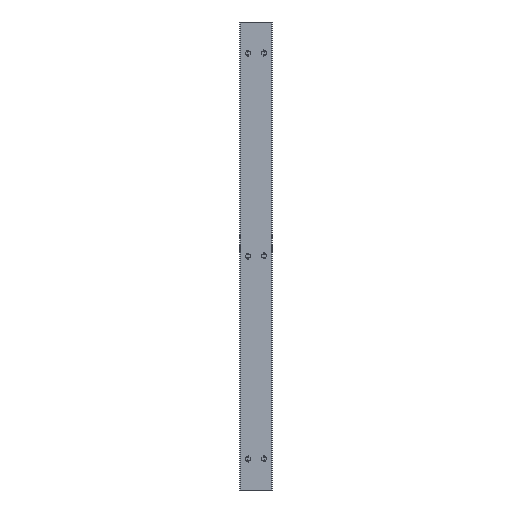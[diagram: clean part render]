
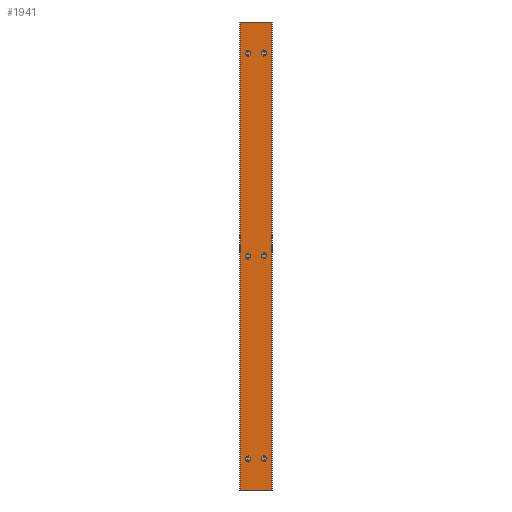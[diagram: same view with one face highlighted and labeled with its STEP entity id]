
A CAD part, front view. The second image highlights one B-rep face of the part: STEP entity #1941.
In plain terms, the highlighted planar face has unit normal (0, -1, 0).
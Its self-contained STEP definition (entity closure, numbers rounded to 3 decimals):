
#40 = EDGE_CURVE ( 'NONE', #1594, #2855, #996, .T. ) ;
#41 = DIRECTION ( 'NONE',  ( 1., 0., 0. ) ) ;
#84 = CARTESIAN_POINT ( 'NONE',  ( -45., -1., 2800. ) ) ;
#130 = AXIS2_PLACEMENT_3D ( 'NONE', #1659, #577, #2120 ) ;
#216 = VECTOR ( 'NONE', #2070, 1000. ) ;
#218 = AXIS2_PLACEMENT_3D ( 'NONE', #1268, #2825, #1484 ) ;
#254 = LINE ( 'NONE', #2739, #2376 ) ;
#282 = EDGE_CURVE ( 'NONE', #2632, #1932, #1721, .T. ) ;
#294 = CARTESIAN_POINT ( 'NONE',  ( -101.5, -1., 3000. ) ) ;
#338 = ORIENTED_EDGE ( 'NONE', *, *, #2152, .F. ) ;
#348 = VERTEX_POINT ( 'NONE', #562 ) ;
#412 = CARTESIAN_POINT ( 'NONE',  ( -45., -1., 1500. ) ) ;
#420 = AXIS2_PLACEMENT_3D ( 'NONE', #922, #1367, #1300 ) ;
#448 = LINE ( 'NONE', #1931, #216 ) ;
#509 = DIRECTION ( 'NONE',  ( 0., -1., 0. ) ) ;
#554 = DIRECTION ( 'NONE',  ( 0., -1., 0. ) ) ;
#557 = VERTEX_POINT ( 'NONE', #2647 ) ;
#562 = CARTESIAN_POINT ( 'NONE',  ( 53.25, -1., 1500. ) ) ;
#577 = DIRECTION ( 'NONE',  ( 0., -1., 0. ) ) ;
#622 = EDGE_CURVE ( 'NONE', #1462, #2598, #1366, .T. ) ;
#633 = CARTESIAN_POINT ( 'NONE',  ( -104., -1., 3000. ) ) ;
#639 = FACE_BOUND ( 'NONE', #860, .T. ) ;
#658 = DIRECTION ( 'NONE',  ( 1., 0., 0. ) ) ;
#666 = ORIENTED_EDGE ( 'NONE', *, *, #1759, .F. ) ;
#733 = CARTESIAN_POINT ( 'NONE',  ( -45., -1., 200. ) ) ;
#756 = CARTESIAN_POINT ( 'NONE',  ( -45., -1., 2800. ) ) ;
#764 = VERTEX_POINT ( 'NONE', #2327 ) ;
#811 = VERTEX_POINT ( 'NONE', #1432 ) ;
#827 = AXIS2_PLACEMENT_3D ( 'NONE', #2684, #1354, #658 ) ;
#846 = ORIENTED_EDGE ( 'NONE', *, *, #1960, .F. ) ;
#847 = CARTESIAN_POINT ( 'NONE',  ( -101.5, -1., 0. ) ) ;
#860 = EDGE_LOOP ( 'NONE', ( #1096, #2418 ) ) ;
#871 = CARTESIAN_POINT ( 'NONE',  ( 36.75, -1., 2800. ) ) ;
#873 = AXIS2_PLACEMENT_3D ( 'NONE', #633, #1489, #2833 ) ;
#913 = AXIS2_PLACEMENT_3D ( 'NONE', #2285, #961, #2514 ) ;
#922 = CARTESIAN_POINT ( 'NONE',  ( 45., -1., 200. ) ) ;
#924 = CARTESIAN_POINT ( 'NONE',  ( -53.25, -1., 2800. ) ) ;
#927 = CARTESIAN_POINT ( 'NONE',  ( 53.25, -1., 2800. ) ) ;
#951 = DIRECTION ( 'NONE',  ( 1., 0., 0. ) ) ;
#953 = CIRCLE ( 'NONE', #2471, 8.25 ) ;
#961 = DIRECTION ( 'NONE',  ( 0., -1., 0. ) ) ;
#979 = ORIENTED_EDGE ( 'NONE', *, *, #1415, .F. ) ;
#993 = CARTESIAN_POINT ( 'NONE',  ( 53.25, -1., 200. ) ) ;
#996 = CIRCLE ( 'NONE', #827, 8.25 ) ;
#1003 = EDGE_LOOP ( 'NONE', ( #1183, #2569 ) ) ;
#1051 = CIRCLE ( 'NONE', #420, 8.25 ) ;
#1062 = ORIENTED_EDGE ( 'NONE', *, *, #2350, .F. ) ;
#1096 = ORIENTED_EDGE ( 'NONE', *, *, #2436, .F. ) ;
#1150 = CARTESIAN_POINT ( 'NONE',  ( -36.75, -1., 200. ) ) ;
#1183 = ORIENTED_EDGE ( 'NONE', *, *, #1541, .F. ) ;
#1194 = FACE_BOUND ( 'NONE', #1547, .T. ) ;
#1268 = CARTESIAN_POINT ( 'NONE',  ( 45., -1., 1500. ) ) ;
#1300 = DIRECTION ( 'NONE',  ( 1., 0., 0. ) ) ;
#1302 = PLANE ( 'NONE',  #873 ) ;
#1307 = VECTOR ( 'NONE', #2002, 1000. ) ;
#1318 = AXIS2_PLACEMENT_3D ( 'NONE', #2710, #1607, #1828 ) ;
#1354 = DIRECTION ( 'NONE',  ( 0., -1., 0. ) ) ;
#1366 = LINE ( 'NONE', #2889, #1307 ) ;
#1367 = DIRECTION ( 'NONE',  ( 0., -1., 0. ) ) ;
#1388 = CARTESIAN_POINT ( 'NONE',  ( -36.75, -1., 2800. ) ) ;
#1401 = DIRECTION ( 'NONE',  ( 1., 0., 0. ) ) ;
#1415 = EDGE_CURVE ( 'NONE', #1694, #1465, #1886, .T. ) ;
#1432 = CARTESIAN_POINT ( 'NONE',  ( 36.75, -1., 1500. ) ) ;
#1462 = VERTEX_POINT ( 'NONE', #294 ) ;
#1465 = VERTEX_POINT ( 'NONE', #1636 ) ;
#1473 = EDGE_CURVE ( 'NONE', #2598, #1465, #254, .T. ) ;
#1484 = DIRECTION ( 'NONE',  ( 1., 0., 0. ) ) ;
#1489 = DIRECTION ( 'NONE',  ( 0., 1., 0. ) ) ;
#1508 = DIRECTION ( 'NONE',  ( 0., -1., 0. ) ) ;
#1511 = ORIENTED_EDGE ( 'NONE', *, *, #622, .T. ) ;
#1517 = AXIS2_PLACEMENT_3D ( 'NONE', #733, #1614, #41 ) ;
#1531 = AXIS2_PLACEMENT_3D ( 'NONE', #756, #554, #2761 ) ;
#1541 = EDGE_CURVE ( 'NONE', #1932, #2632, #2548, .T. ) ;
#1547 = EDGE_LOOP ( 'NONE', ( #2005, #2420 ) ) ;
#1554 = EDGE_CURVE ( 'NONE', #2622, #2369, #953, .T. ) ;
#1557 = DIRECTION ( 'NONE',  ( 0., -1., 0. ) ) ;
#1567 = CIRCLE ( 'NONE', #1318, 8.25 ) ;
#1594 = VERTEX_POINT ( 'NONE', #871 ) ;
#1607 = DIRECTION ( 'NONE',  ( 0., -1., 0. ) ) ;
#1614 = DIRECTION ( 'NONE',  ( 0., -1., 0. ) ) ;
#1625 = DIRECTION ( 'NONE',  ( 1., 0., 0. ) ) ;
#1636 = CARTESIAN_POINT ( 'NONE',  ( 101.5, -1., 0. ) ) ;
#1637 = VERTEX_POINT ( 'NONE', #1985 ) ;
#1659 = CARTESIAN_POINT ( 'NONE',  ( 45., -1., 1500. ) ) ;
#1679 = CIRCLE ( 'NONE', #1517, 8.25 ) ;
#1694 = VERTEX_POINT ( 'NONE', #2026 ) ;
#1705 = DIRECTION ( 'NONE',  ( 1., 0., 0. ) ) ;
#1708 = ORIENTED_EDGE ( 'NONE', *, *, #1997, .F. ) ;
#1711 = FACE_BOUND ( 'NONE', #1003, .T. ) ;
#1721 = CIRCLE ( 'NONE', #1531, 8.25 ) ;
#1743 = CIRCLE ( 'NONE', #218, 8.25 ) ;
#1759 = EDGE_CURVE ( 'NONE', #2369, #2622, #1051, .T. ) ;
#1772 = FACE_BOUND ( 'NONE', #2240, .T. ) ;
#1811 = DIRECTION ( 'NONE',  ( 1., 0., 0. ) ) ;
#1828 = DIRECTION ( 'NONE',  ( 1., 0., 0. ) ) ;
#1874 = CARTESIAN_POINT ( 'NONE',  ( 45., -1., 200. ) ) ;
#1880 = EDGE_CURVE ( 'NONE', #1637, #557, #2341, .T. ) ;
#1884 = FACE_OUTER_BOUND ( 'NONE', #2689, .T. ) ;
#1886 = LINE ( 'NONE', #2053, #2441 ) ;
#1912 = AXIS2_PLACEMENT_3D ( 'NONE', #412, #1508, #1705 ) ;
#1913 = EDGE_CURVE ( 'NONE', #811, #348, #1743, .T. ) ;
#1931 = CARTESIAN_POINT ( 'NONE',  ( -104., -1., 3000. ) ) ;
#1932 = VERTEX_POINT ( 'NONE', #1388 ) ;
#1941 = ADVANCED_FACE ( 'NONE', ( #639, #1978, #2435, #1772, #1884, #1711, #1194 ), #1302, .F. ) ;
#1960 = EDGE_CURVE ( 'NONE', #2811, #764, #1679, .T. ) ;
#1978 = FACE_BOUND ( 'NONE', #2669, .T. ) ;
#1985 = CARTESIAN_POINT ( 'NONE',  ( -53.25, -1., 1500. ) ) ;
#1996 = ORIENTED_EDGE ( 'NONE', *, *, #1473, .T. ) ;
#1997 = EDGE_CURVE ( 'NONE', #1462, #1694, #448, .T. ) ;
#2002 = DIRECTION ( 'NONE',  ( 0., 0., -1. ) ) ;
#2005 = ORIENTED_EDGE ( 'NONE', *, *, #2799, .F. ) ;
#2026 = CARTESIAN_POINT ( 'NONE',  ( 101.5, -1., 3000. ) ) ;
#2053 = CARTESIAN_POINT ( 'NONE',  ( 101.5, -1., 3000. ) ) ;
#2057 = DIRECTION ( 'NONE',  ( 0., -1., 0. ) ) ;
#2070 = DIRECTION ( 'NONE',  ( 1., 0., 0. ) ) ;
#2107 = AXIS2_PLACEMENT_3D ( 'NONE', #2255, #1557, #1811 ) ;
#2120 = DIRECTION ( 'NONE',  ( 1., 0., 0. ) ) ;
#2152 = EDGE_CURVE ( 'NONE', #764, #2811, #2403, .T. ) ;
#2153 = CIRCLE ( 'NONE', #2107, 8.25 ) ;
#2158 = CIRCLE ( 'NONE', #130, 8.25 ) ;
#2171 = AXIS2_PLACEMENT_3D ( 'NONE', #84, #2057, #1625 ) ;
#2211 = EDGE_LOOP ( 'NONE', ( #846, #338 ) ) ;
#2240 = EDGE_LOOP ( 'NONE', ( #666, #2788 ) ) ;
#2255 = CARTESIAN_POINT ( 'NONE',  ( 45., -1., 2800. ) ) ;
#2285 = CARTESIAN_POINT ( 'NONE',  ( -45., -1., 200. ) ) ;
#2327 = CARTESIAN_POINT ( 'NONE',  ( -53.25, -1., 200. ) ) ;
#2341 = CIRCLE ( 'NONE', #1912, 8.25 ) ;
#2350 = EDGE_CURVE ( 'NONE', #557, #1637, #1567, .T. ) ;
#2369 = VERTEX_POINT ( 'NONE', #993 ) ;
#2376 = VECTOR ( 'NONE', #951, 1000. ) ;
#2391 = ORIENTED_EDGE ( 'NONE', *, *, #1880, .F. ) ;
#2403 = CIRCLE ( 'NONE', #913, 8.25 ) ;
#2418 = ORIENTED_EDGE ( 'NONE', *, *, #1913, .F. ) ;
#2420 = ORIENTED_EDGE ( 'NONE', *, *, #40, .F. ) ;
#2435 = FACE_BOUND ( 'NONE', #2211, .T. ) ;
#2436 = EDGE_CURVE ( 'NONE', #348, #811, #2158, .T. ) ;
#2441 = VECTOR ( 'NONE', #2488, 1000. ) ;
#2471 = AXIS2_PLACEMENT_3D ( 'NONE', #1874, #509, #1401 ) ;
#2488 = DIRECTION ( 'NONE',  ( 0., 0., -1. ) ) ;
#2514 = DIRECTION ( 'NONE',  ( 1., 0., 0. ) ) ;
#2548 = CIRCLE ( 'NONE', #2171, 8.25 ) ;
#2569 = ORIENTED_EDGE ( 'NONE', *, *, #282, .F. ) ;
#2598 = VERTEX_POINT ( 'NONE', #847 ) ;
#2622 = VERTEX_POINT ( 'NONE', #2708 ) ;
#2632 = VERTEX_POINT ( 'NONE', #924 ) ;
#2647 = CARTESIAN_POINT ( 'NONE',  ( -36.75, -1., 1500. ) ) ;
#2669 = EDGE_LOOP ( 'NONE', ( #1062, #2391 ) ) ;
#2684 = CARTESIAN_POINT ( 'NONE',  ( 45., -1., 2800. ) ) ;
#2689 = EDGE_LOOP ( 'NONE', ( #1996, #979, #1708, #1511 ) ) ;
#2708 = CARTESIAN_POINT ( 'NONE',  ( 36.75, -1., 200. ) ) ;
#2710 = CARTESIAN_POINT ( 'NONE',  ( -45., -1., 1500. ) ) ;
#2739 = CARTESIAN_POINT ( 'NONE',  ( -104., -1., 0. ) ) ;
#2761 = DIRECTION ( 'NONE',  ( 1., 0., 0. ) ) ;
#2788 = ORIENTED_EDGE ( 'NONE', *, *, #1554, .F. ) ;
#2799 = EDGE_CURVE ( 'NONE', #2855, #1594, #2153, .T. ) ;
#2811 = VERTEX_POINT ( 'NONE', #1150 ) ;
#2825 = DIRECTION ( 'NONE',  ( 0., -1., 0. ) ) ;
#2833 = DIRECTION ( 'NONE',  ( -1., 0., 0. ) ) ;
#2855 = VERTEX_POINT ( 'NONE', #927 ) ;
#2889 = CARTESIAN_POINT ( 'NONE',  ( -101.5, -1., 3000. ) ) ;
